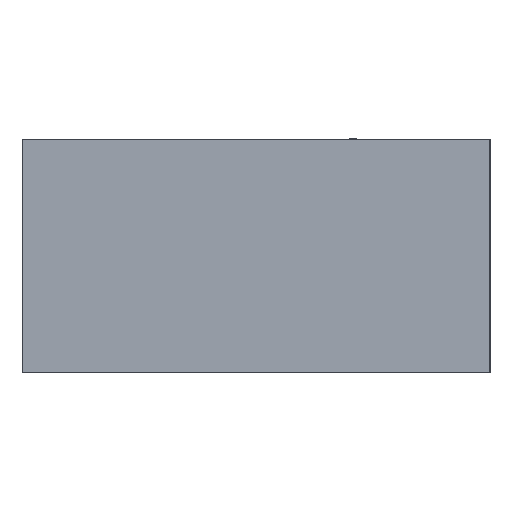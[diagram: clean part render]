
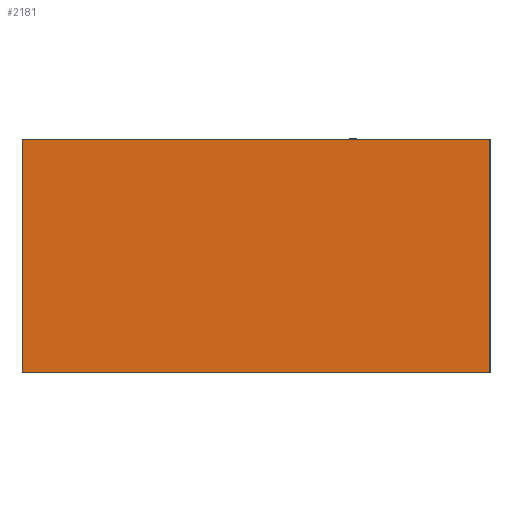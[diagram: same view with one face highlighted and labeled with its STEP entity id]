
A CAD part, left-side view. The second image highlights one B-rep face of the part: STEP entity #2181.
In plain terms, the highlighted planar face has unit normal (-1, 0, 0).
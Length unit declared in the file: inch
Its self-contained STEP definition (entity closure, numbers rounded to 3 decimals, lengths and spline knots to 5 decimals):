
#12 = LINE ( 'NONE', #870, #94 ) ;
#85 = FACE_OUTER_BOUND ( 'NONE', #719, .T. ) ;
#94 = VECTOR ( 'NONE', #871, 39.37008 ) ;
#302 = EDGE_CURVE ( 'NONE', #1500, #1632, #2073, .T. ) ;
#304 = EDGE_CURVE ( 'NONE', #1493, #1645, #2103, .T. ) ;
#305 = EDGE_CURVE ( 'NONE', #1493, #1500, #2076, .T. ) ;
#347 = EDGE_CURVE ( 'NONE', #1645, #1632, #12, .T. ) ;
#469 = AXIS2_PLACEMENT_3D ( 'NONE', #1202, #1239, #1358 ) ;
#668 = ORIENTED_EDGE ( 'NONE', *, *, #302, .T. ) ;
#669 = ORIENTED_EDGE ( 'NONE', *, *, #347, .F. ) ;
#670 = ORIENTED_EDGE ( 'NONE', *, *, #304, .F. ) ;
#671 = ORIENTED_EDGE ( 'NONE', *, *, #305, .T. ) ;
#719 = EDGE_LOOP ( 'NONE', ( #668, #669, #670, #671 ) ) ;
#870 = CARTESIAN_POINT ( 'NONE',  ( -2.7, 0.25, 0.125 ) ) ;
#871 = DIRECTION ( 'NONE',  ( 0., -1., 0. ) ) ;
#932 = CARTESIAN_POINT ( 'NONE',  ( -2.7, -0.25, -0.125 ) ) ;
#953 = CARTESIAN_POINT ( 'NONE',  ( -2.7, 0.25, -0.125 ) ) ;
#1112 = CARTESIAN_POINT ( 'NONE',  ( -2.7, 0.25, 0.125 ) ) ;
#1127 = CARTESIAN_POINT ( 'NONE',  ( -2.7, -0.25, 0.125 ) ) ;
#1201 = PLANE ( 'NONE',  #469 ) ;
#1202 = CARTESIAN_POINT ( 'NONE',  ( -2.7, 0.25, -0.125 ) ) ;
#1239 = DIRECTION ( 'NONE',  ( 1., 0., 0. ) ) ;
#1358 = DIRECTION ( 'NONE',  ( 0., 0., -1. ) ) ;
#1366 = CARTESIAN_POINT ( 'NONE',  ( -2.7, 0.25, -0.125 ) ) ;
#1368 = CARTESIAN_POINT ( 'NONE',  ( -2.7, -0.25, -0.125 ) ) ;
#1369 = CARTESIAN_POINT ( 'NONE',  ( -2.7, 0.25, -0.125 ) ) ;
#1370 = DIRECTION ( 'NONE',  ( 0., 0., 1. ) ) ;
#1493 = VERTEX_POINT ( 'NONE', #953 ) ;
#1500 = VERTEX_POINT ( 'NONE', #932 ) ;
#1525 = DIRECTION ( 'NONE',  ( 0., 0., 1. ) ) ;
#1632 = VERTEX_POINT ( 'NONE', #1127 ) ;
#1645 = VERTEX_POINT ( 'NONE', #1112 ) ;
#1732 = DIRECTION ( 'NONE',  ( 0., -1., 0. ) ) ;
#2067 = VECTOR ( 'NONE', #1732, 39.37008 ) ;
#2069 = VECTOR ( 'NONE', #1525, 39.37008 ) ;
#2072 = VECTOR ( 'NONE', #1370, 39.37008 ) ;
#2073 = LINE ( 'NONE', #1368, #2072 ) ;
#2076 = LINE ( 'NONE', #1366, #2067 ) ;
#2103 = LINE ( 'NONE', #1369, #2069 ) ;
#2181 = ADVANCED_FACE ( 'NONE', ( #85 ), #1201, .F. ) ;
